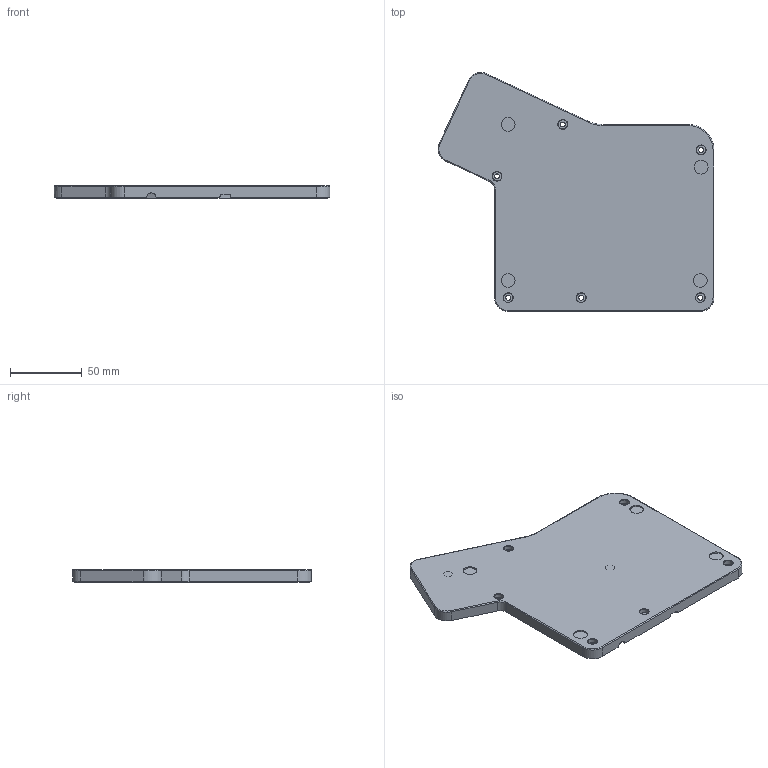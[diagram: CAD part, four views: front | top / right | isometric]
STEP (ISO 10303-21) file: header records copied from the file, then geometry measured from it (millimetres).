
FILE_DESCRIPTION(('STEP AP214'), '1');
FILE_NAME('Flat_BottomRightCase', '2022-10-17T16:38:23', ('exepirit'), (''), 'C3D Converter', 'C3D Toolkit', '');
FILE_SCHEMA(('AUTOMOTIVE_DESIGN { 1 0 10303 214 3 1 1}'));
Length unit declared in the file: millimetre
Products named in the file (1): BottomCase
Bounding box: 192.09 x 166.29 x 8.87 mm (x, y, z)
Volume: 50044.1 mm3; surface area: 57093.3 mm2
Topology: 1 solids, 3 shells, 232 faces, 541 edges, 335 vertices
Faces by surface type: cylinder 98, plane 73, torus 51, bspline 8, cone 2
Full cylindrical faces by diameter (mm): 3.4 x6, 5.334 x8, 6.35 x8, 8.382 x7, 9.6 x4
Entity records: 9570 total; most frequent: CARTESIAN_POINT 2495, DIRECTION 1152, ORIENTED_EDGE 948, AXIS2_PLACEMENT_3D 482, EDGE_CURVE 474, VERTEX_POINT 335, EDGE_LOOP 331, CIRCLE 257
